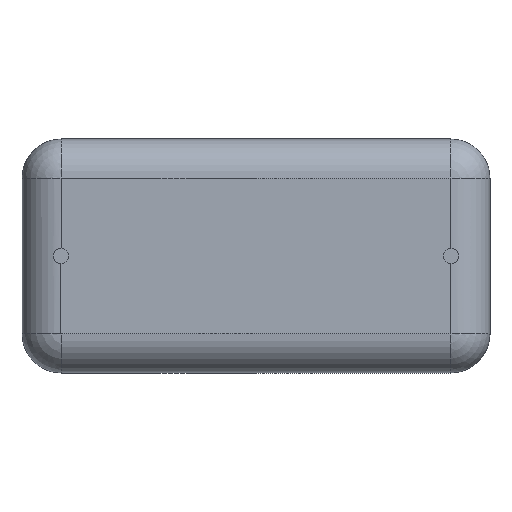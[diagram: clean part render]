
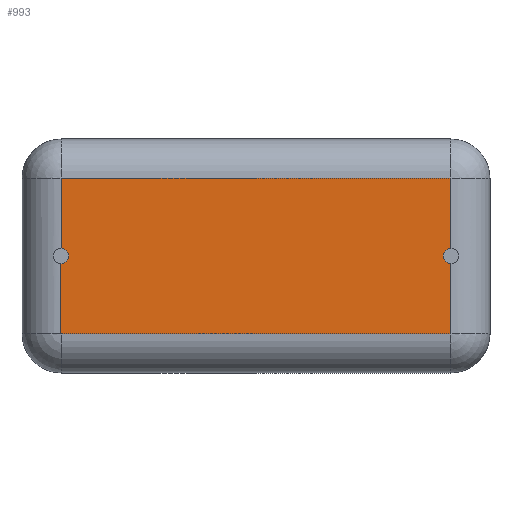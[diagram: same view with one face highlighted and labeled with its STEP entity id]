
A CAD part, front view. The second image highlights one B-rep face of the part: STEP entity #993.
In plain terms, the highlighted planar face has unit normal (0, -1, 0).
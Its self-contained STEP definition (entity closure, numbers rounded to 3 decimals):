
#111 = VERTEX_POINT ( 'NONE', #5715 ) ;
#158 = EDGE_CURVE ( 'NONE', #2779, #5027, #7187, .T. ) ;
#197 = VERTEX_POINT ( 'NONE', #8675 ) ;
#366 = EDGE_CURVE ( 'NONE', #8111, #7295, #836, .T. ) ;
#412 = AXIS2_PLACEMENT_3D ( 'NONE', #4458, #3618, #2867 ) ;
#590 = EDGE_LOOP ( 'NONE', ( #8982, #1842, #7515, #4464, #9152, #6154, #1154, #7774 ) ) ;
#799 = CIRCLE ( 'NONE', #2383, 0.4 ) ;
#836 = LINE ( 'NONE', #3859, #8913 ) ;
#927 = DIRECTION ( 'NONE',  ( 0., 0., 1. ) ) ;
#993 = ADVANCED_FACE ( 'NONE', ( #1283 ), #4310, .F. ) ;
#1061 = VECTOR ( 'NONE', #4318, 1000. ) ;
#1154 = ORIENTED_EDGE ( 'NONE', *, *, #158, .T. ) ;
#1282 = LINE ( 'NONE', #2817, #1562 ) ;
#1283 = FACE_OUTER_BOUND ( 'NONE', #590, .T. ) ;
#1562 = VECTOR ( 'NONE', #5852, 1000. ) ;
#1842 = ORIENTED_EDGE ( 'NONE', *, *, #4068, .T. ) ;
#2138 = CARTESIAN_POINT ( 'NONE',  ( -10., -9., 0.4 ) ) ;
#2316 = LINE ( 'NONE', #6973, #3648 ) ;
#2383 = AXIS2_PLACEMENT_3D ( 'NONE', #8473, #8427, #927 ) ;
#2779 = VERTEX_POINT ( 'NONE', #6684 ) ;
#2817 = CARTESIAN_POINT ( 'NONE',  ( -10., -9., -4. ) ) ;
#2867 = DIRECTION ( 'NONE',  ( 0., 0., 1. ) ) ;
#2881 = CARTESIAN_POINT ( 'NONE',  ( -10., -9., 0. ) ) ;
#3479 = EDGE_CURVE ( 'NONE', #111, #7295, #1282, .T. ) ;
#3618 = DIRECTION ( 'NONE',  ( 0., 1., 0. ) ) ;
#3625 = VERTEX_POINT ( 'NONE', #7715 ) ;
#3648 = VECTOR ( 'NONE', #7605, 1000. ) ;
#3712 = CARTESIAN_POINT ( 'NONE',  ( 10., -9., 4. ) ) ;
#3717 = EDGE_CURVE ( 'NONE', #3625, #3930, #6679, .T. ) ;
#3859 = CARTESIAN_POINT ( 'NONE',  ( 12., -9., -4. ) ) ;
#3930 = VERTEX_POINT ( 'NONE', #2138 ) ;
#4068 = EDGE_CURVE ( 'NONE', #3930, #111, #8753, .T. ) ;
#4310 = PLANE ( 'NONE',  #412 ) ;
#4318 = DIRECTION ( 'NONE',  ( -1., 0., 0. ) ) ;
#4379 = EDGE_CURVE ( 'NONE', #197, #2779, #799, .T. ) ;
#4458 = CARTESIAN_POINT ( 'NONE',  ( 12., -9., 4. ) ) ;
#4464 = ORIENTED_EDGE ( 'NONE', *, *, #366, .F. ) ;
#4611 = EDGE_CURVE ( 'NONE', #8111, #197, #2316, .T. ) ;
#4908 = CARTESIAN_POINT ( 'NONE',  ( 10., -9., 4. ) ) ;
#4962 = LINE ( 'NONE', #5914, #1061 ) ;
#5027 = VERTEX_POINT ( 'NONE', #3712 ) ;
#5715 = CARTESIAN_POINT ( 'NONE',  ( -10., -9., -0.4 ) ) ;
#5852 = DIRECTION ( 'NONE',  ( 0., 0., -1. ) ) ;
#5914 = CARTESIAN_POINT ( 'NONE',  ( 12., -9., 4. ) ) ;
#6154 = ORIENTED_EDGE ( 'NONE', *, *, #4379, .T. ) ;
#6496 = CARTESIAN_POINT ( 'NONE',  ( 10., -9., -4. ) ) ;
#6646 = AXIS2_PLACEMENT_3D ( 'NONE', #2881, #6706, #8998 ) ;
#6679 = LINE ( 'NONE', #8857, #8436 ) ;
#6684 = CARTESIAN_POINT ( 'NONE',  ( 10., -9., 0.4 ) ) ;
#6706 = DIRECTION ( 'NONE',  ( 0., 1., 0. ) ) ;
#6810 = EDGE_CURVE ( 'NONE', #5027, #3625, #4962, .T. ) ;
#6973 = CARTESIAN_POINT ( 'NONE',  ( 10., -9., 4. ) ) ;
#6981 = CARTESIAN_POINT ( 'NONE',  ( -10., -9., -4. ) ) ;
#7036 = DIRECTION ( 'NONE',  ( 0., 0., 1. ) ) ;
#7187 = LINE ( 'NONE', #4908, #8595 ) ;
#7295 = VERTEX_POINT ( 'NONE', #6981 ) ;
#7515 = ORIENTED_EDGE ( 'NONE', *, *, #3479, .T. ) ;
#7605 = DIRECTION ( 'NONE',  ( 0., 0., 1. ) ) ;
#7715 = CARTESIAN_POINT ( 'NONE',  ( -10., -9., 4. ) ) ;
#7774 = ORIENTED_EDGE ( 'NONE', *, *, #6810, .T. ) ;
#8111 = VERTEX_POINT ( 'NONE', #6496 ) ;
#8160 = DIRECTION ( 'NONE',  ( 0., 0., -1. ) ) ;
#8427 = DIRECTION ( 'NONE',  ( 0., 1., 0. ) ) ;
#8436 = VECTOR ( 'NONE', #8160, 1000. ) ;
#8473 = CARTESIAN_POINT ( 'NONE',  ( 10., -9., 0. ) ) ;
#8595 = VECTOR ( 'NONE', #7036, 1000. ) ;
#8675 = CARTESIAN_POINT ( 'NONE',  ( 10., -9., -0.4 ) ) ;
#8753 = CIRCLE ( 'NONE', #6646, 0.4 ) ;
#8857 = CARTESIAN_POINT ( 'NONE',  ( -10., -9., -4. ) ) ;
#8913 = VECTOR ( 'NONE', #9899, 1000. ) ;
#8982 = ORIENTED_EDGE ( 'NONE', *, *, #3717, .T. ) ;
#8998 = DIRECTION ( 'NONE',  ( 0., 0., 1. ) ) ;
#9152 = ORIENTED_EDGE ( 'NONE', *, *, #4611, .T. ) ;
#9899 = DIRECTION ( 'NONE',  ( -1., 0., 0. ) ) ;
